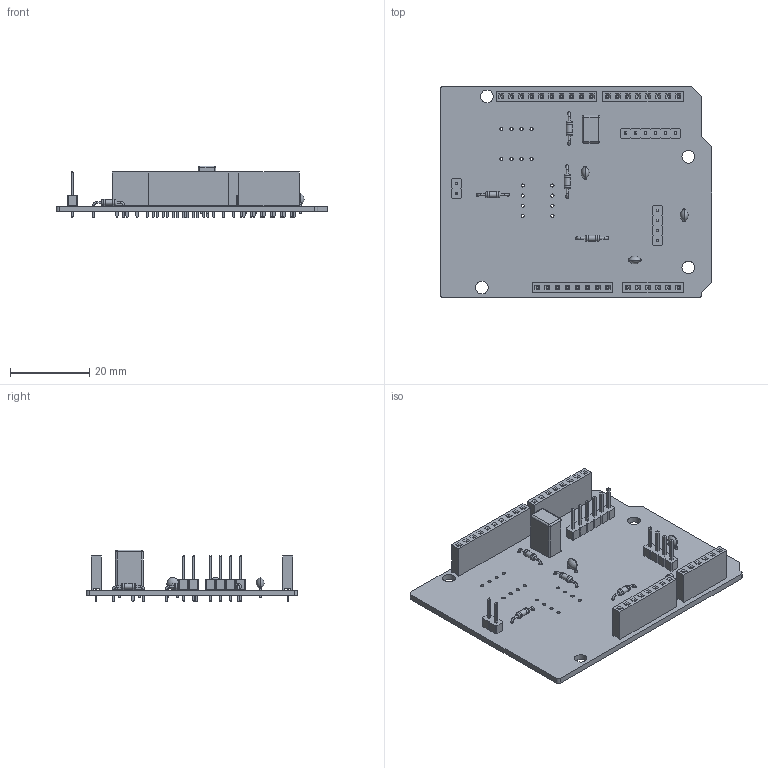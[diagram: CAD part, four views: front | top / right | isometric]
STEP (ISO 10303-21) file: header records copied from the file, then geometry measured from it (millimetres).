
FILE_DESCRIPTION(('KiCad electronic assembly'),'2;1');
FILE_NAME('Graphite.step','2025-05-22T07:09:57',('Pcbnew'),('Kicad'), 'Open CASCADE STEP processor 7.8','KiCad to STEP converter','Unknown' );
FILE_SCHEMA(('AUTOMOTIVE_DESIGN { 1 0 10303 214 1 1 1 1 }'));
Length unit declared in the file: millimetre
Products named in the file (11): Graphite 1; PinSocket_1x08_P2.54mm_Vertical; PinSocket_1x06_P2.54mm_Vertical; PinSocket_1x10_P2.54mm_Vertical; C_Disc_D3.0mm_W2.0mm_P2.50mm; R_Axial_DIN0204_L3.6mm_D1.6mm_P7.62mm_Horizontal; PinHeader_1x02_P2.54mm_Vertical; PinHeader_1x06_P2.54mm_Vertical; C_Rect_L7.0mm_W4.5mm_P5.00mm; PinHeader_1x04_P2.54mm_Vertical; Graphite_PCB
Assembly tree (16 placements, depth 2):
  Graphite 1
    PinSocket_1x08_P2.54mm_Vertical  x2
    PinSocket_1x06_P2.54mm_Vertical
    PinSocket_1x10_P2.54mm_Vertical
    C_Disc_D3.0mm_W2.0mm_P2.50mm  x3
    R_Axial_DIN0204_L3.6mm_D1.6mm_P7.62mm_Horizontal  x4
    PinHeader_1x02_P2.54mm_Vertical
    PinHeader_1x06_P2.54mm_Vertical
    C_Rect_L7.0mm_W4.5mm_P5.00mm
    PinHeader_1x04_P2.54mm_Vertical
    Graphite_PCB
Bounding box: 68.58 x 53.34 x 13.1 mm (x, y, z)
Volume: 7592.9 mm3; surface area: 11734.8 mm2
Topology: 16 solids, 16 shells, 1392 faces, 3509 edges, 2245 vertices
Faces by surface type: plane 1221, cylinder 139, torus 16, sphere 10, revolution 6
Full cylindrical faces by diameter (mm): 0.5 x24, 0.8 x32, 1 x44, 1.44 x4, 1.6 x8, 3.2 x4
Entity records: 43186 total; most frequent: CARTESIAN_POINT 5923, ORIENTED_EDGE 5584, DIRECTION 5237, EDGE_CURVE 2792, LINE 2561, VECTOR 2561, VERTEX_POINT 1791, AXIS2_PLACEMENT_3D 1337
